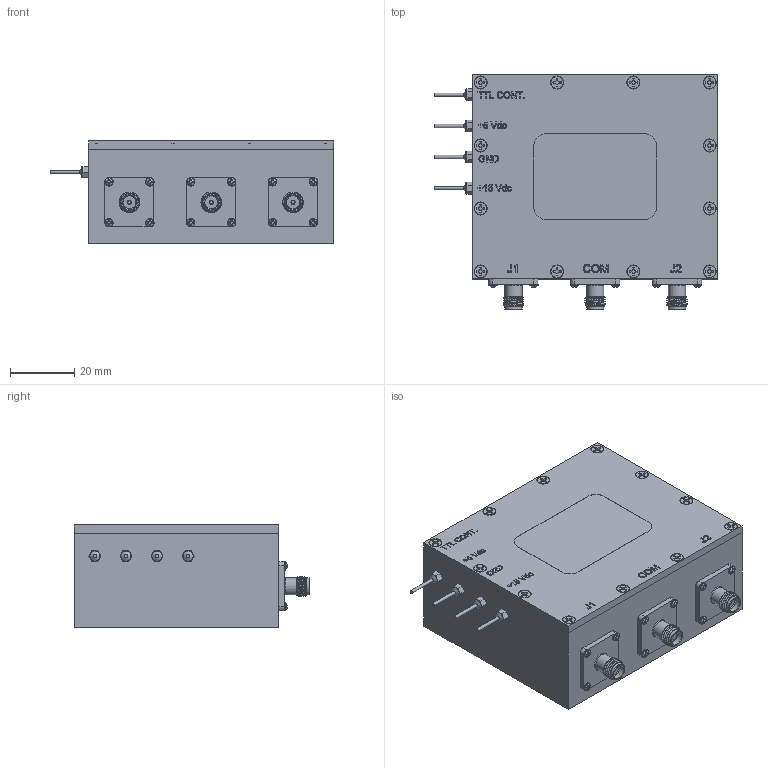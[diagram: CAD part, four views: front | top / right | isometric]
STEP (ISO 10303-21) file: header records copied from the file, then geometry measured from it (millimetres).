
FILE_DESCRIPTION (( 'STEP AP203' ), '1' );
FILE_NAME ('PE71S2042_3D.step', '2021-07-02T17:34:53', ( '' ), ( '' ), 'SwSTEP 2.0', 'SolidWorks 2020', '' );
FILE_SCHEMA (( 'CONFIG_CONTROL_DESIGN' ));
Length unit declared in the file: inch
Products named in the file (1): PE71S2042_3D
Bounding box: 88.14 x 73.03 x 31.8 mm (x, y, z)
Volume: 155172.7 mm3; surface area: 22663.6 mm2
Topology: 2 solids, 14 shells, 1211 faces, 3155 edges, 2091 vertices
Faces by surface type: plane 758, cone 200, bspline 163, cylinder 87, torus 3
Full cylindrical faces by diameter (mm): 1.016 x7, 1.092 x12, 1.27 x3, 2.261 x5, 2.591 x12, 2.845 x5, 4.064 x12, 4.521 x3, 5.08 x3, 5.334 x6
Entity records: 48808 total; most frequent: CARTESIAN_POINT 22007, ORIENTED_EDGE 5970, DIRECTION 4465, EDGE_CURVE 2985, VERTEX_POINT 2030, VECTOR 1539, LINE 1539, AXIS2_PLACEMENT_3D 1463
